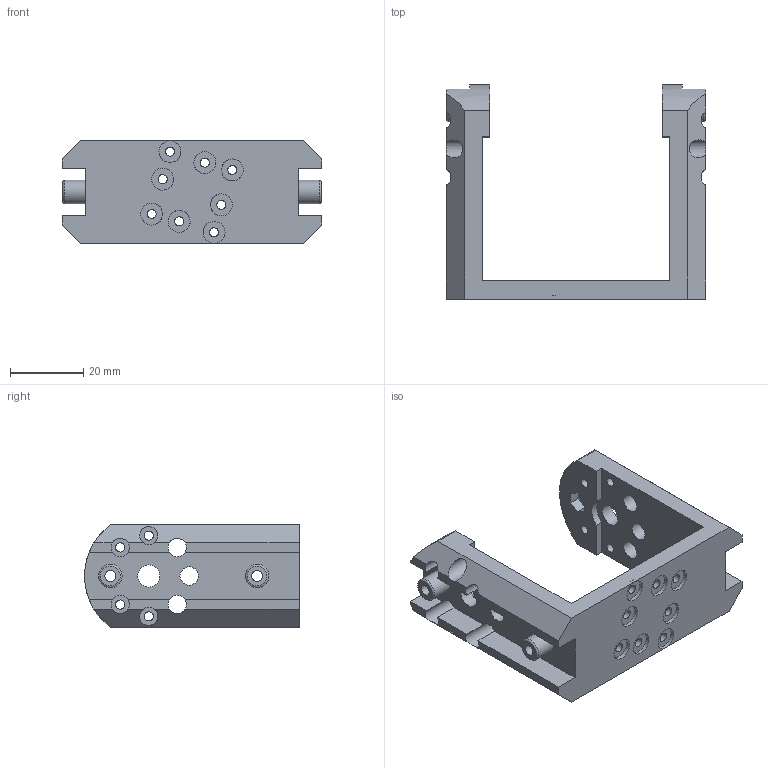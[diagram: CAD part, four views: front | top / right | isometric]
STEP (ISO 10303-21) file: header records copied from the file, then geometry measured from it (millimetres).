
FILE_DESCRIPTION(/* description */ (''),/* implementation_level */ '2;1');
FILE_NAME(/* name */ 'S#4-5 front - 2 x PLA arm bracket.step.step',/* time_stamp */ '2019-12-10T20:25:59+00:00',/* author */ (''),/* organization */ (''),/* preprocessor_version */ 'ST-DEVELOPER v18',/* originating_system */ 'Autodesk Translation Framework v8.12.0.6',/* authorisation */ '');
FILE_SCHEMA (('AUTOMOTIVE_DESIGN { 1 0 10303 214 3 1 1 }'));
Length unit declared in the file: millimetre
Products named in the file (1): PLA Servo Joint Bracket
Bounding box: 70.7 x 58.45 x 28 mm (x, y, z)
Volume: 25001.3 mm3; surface area: 15574.2 mm2
Topology: 1 solids, 1 shells, 170 faces, 502 edges, 344 vertices
Faces by surface type: plane 90, cylinder 52, cone 24, torus 4
Full cylindrical faces by diameter (mm): 2.5 x16, 3 x4, 5 x14, 6 x10, 6.4 x4
Entity records: 5931 total; most frequent: CARTESIAN_POINT 1113, DIRECTION 1040, ORIENTED_EDGE 1004, EDGE_CURVE 502, AXIS2_PLACEMENT_3D 415, VERTEX_POINT 344, EDGE_LOOP 236, CIRCLE 224
